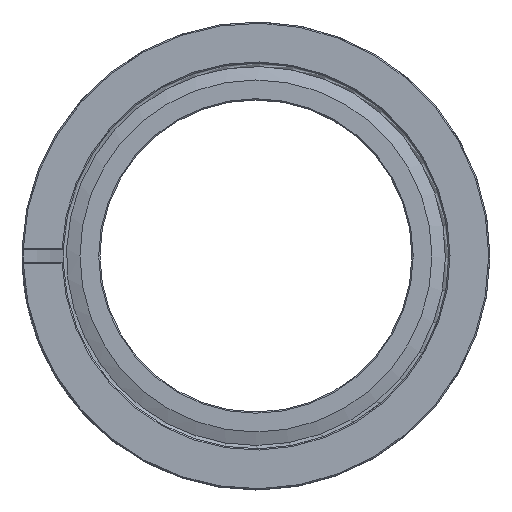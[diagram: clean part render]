
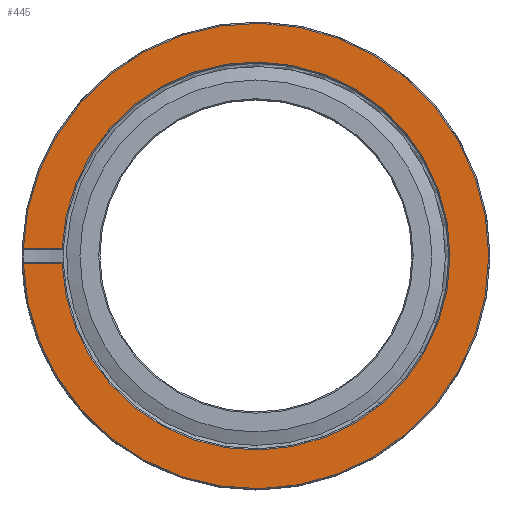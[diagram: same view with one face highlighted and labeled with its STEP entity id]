
A CAD part, left-side view. The second image highlights one B-rep face of the part: STEP entity #445.
In plain terms, the highlighted planar face has unit normal (-1, 0, 0).
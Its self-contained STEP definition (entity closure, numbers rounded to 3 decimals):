
#57=CIRCLE('',#494,31.1);
#58=CIRCLE('',#495,37.3);
#78=ORIENTED_EDGE('',*,*,#194,.T.);
#79=ORIENTED_EDGE('',*,*,#195,.T.);
#80=ORIENTED_EDGE('',*,*,#196,.T.);
#81=ORIENTED_EDGE('',*,*,#197,.T.);
#194=EDGE_CURVE('',#252,#253,#290,.T.);
#195=EDGE_CURVE('',#253,#254,#57,.F.);
#196=EDGE_CURVE('',#254,#255,#291,.T.);
#197=EDGE_CURVE('',#255,#252,#58,.T.);
#252=VERTEX_POINT('',#677);
#253=VERTEX_POINT('',#678);
#254=VERTEX_POINT('',#680);
#255=VERTEX_POINT('',#682);
#290=LINE('',#676,#310);
#291=LINE('',#681,#311);
#310=VECTOR('',#550,1000.);
#311=VECTOR('',#553,1000.);
#330=EDGE_LOOP('',(#78,#79,#80,#81));
#380=FACE_BOUND('',#330,.T.);
#430=PLANE('',#493);
#445=ADVANCED_FACE('',(#380),#430,.T.);
#493=AXIS2_PLACEMENT_3D('',#675,#548,#549);
#494=AXIS2_PLACEMENT_3D('',#679,#551,#552);
#495=AXIS2_PLACEMENT_3D('',#683,#554,#555);
#548=DIRECTION('',(-1.,0.,0.));
#549=DIRECTION('',(0.,0.,1.));
#550=DIRECTION('',(0.,-1.,0.));
#551=DIRECTION('',(-1.,0.,0.));
#552=DIRECTION('',(0.,0.,1.));
#553=DIRECTION('',(0.,1.,0.));
#554=DIRECTION('',(-1.,0.,0.));
#555=DIRECTION('',(0.,0.,1.));
#675=CARTESIAN_POINT('',(0.,0.,30.9));
#676=CARTESIAN_POINT('',(0.,0.,1.2));
#677=CARTESIAN_POINT('',(0.,37.281,1.2));
#678=CARTESIAN_POINT('',(0.,31.077,1.2));
#679=CARTESIAN_POINT('',(0.,0.,0.));
#680=CARTESIAN_POINT('',(0.,31.077,-1.2));
#681=CARTESIAN_POINT('',(0.,37.487,-1.2));
#682=CARTESIAN_POINT('',(0.,37.281,-1.2));
#683=CARTESIAN_POINT('',(0.,0.,0.));
